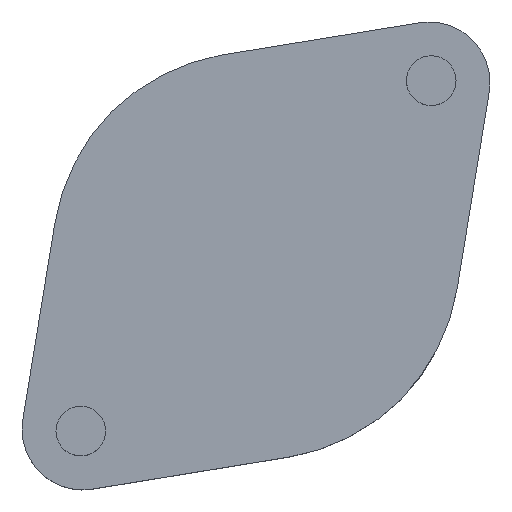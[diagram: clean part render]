
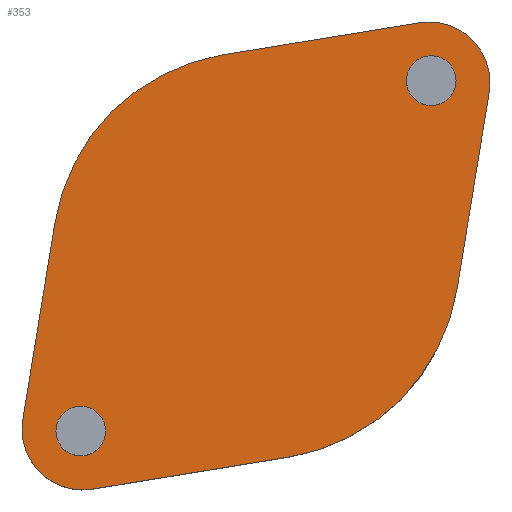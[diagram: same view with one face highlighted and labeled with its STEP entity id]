
A CAD part, top view. The second image highlights one B-rep face of the part: STEP entity #353.
In plain terms, the highlighted planar face has unit normal (0, 0, 1).
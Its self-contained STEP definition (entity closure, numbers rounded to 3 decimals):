
#14=FACE_BOUND('',#75,.T.);
#15=FACE_BOUND('',#76,.T.);
#30=PLANE('',#415);
#52=FACE_OUTER_BOUND('',#74,.T.);
#74=EDGE_LOOP('',(#278,#279,#280,#281,#282,#283,#284,#285));
#75=EDGE_LOOP('',(#286));
#76=EDGE_LOOP('',(#287));
#90=LINE('',#575,#112);
#94=LINE('',#587,#116);
#98=LINE('',#599,#120);
#102=LINE('',#611,#124);
#112=VECTOR('',#477,10.);
#116=VECTOR('',#489,10.);
#120=VECTOR('',#501,10.);
#124=VECTOR('',#513,10.);
#127=CIRCLE('',#377,1.95);
#129=CIRCLE('',#381,1.95);
#139=CIRCLE('',#402,16.);
#141=CIRCLE('',#406,4.75);
#143=CIRCLE('',#410,16.);
#145=CIRCLE('',#414,4.75);
#147=VERTEX_POINT('',#529);
#149=VERTEX_POINT('',#536);
#160=VERTEX_POINT('',#572);
#161=VERTEX_POINT('',#574);
#163=VERTEX_POINT('',#580);
#165=VERTEX_POINT('',#586);
#167=VERTEX_POINT('',#592);
#169=VERTEX_POINT('',#598);
#171=VERTEX_POINT('',#604);
#173=VERTEX_POINT('',#610);
#176=EDGE_CURVE('',#147,#147,#127,.T.);
#179=EDGE_CURVE('',#149,#149,#129,.T.);
#194=EDGE_CURVE('',#161,#160,#90,.T.);
#197=EDGE_CURVE('',#163,#161,#139,.T.);
#200=EDGE_CURVE('',#165,#163,#94,.T.);
#203=EDGE_CURVE('',#167,#165,#141,.T.);
#206=EDGE_CURVE('',#169,#167,#98,.T.);
#209=EDGE_CURVE('',#171,#169,#143,.T.);
#212=EDGE_CURVE('',#173,#171,#102,.T.);
#215=EDGE_CURVE('',#160,#173,#145,.T.);
#278=ORIENTED_EDGE('',*,*,#215,.T.);
#279=ORIENTED_EDGE('',*,*,#212,.T.);
#280=ORIENTED_EDGE('',*,*,#209,.T.);
#281=ORIENTED_EDGE('',*,*,#206,.T.);
#282=ORIENTED_EDGE('',*,*,#203,.T.);
#283=ORIENTED_EDGE('',*,*,#200,.T.);
#284=ORIENTED_EDGE('',*,*,#197,.T.);
#285=ORIENTED_EDGE('',*,*,#194,.T.);
#286=ORIENTED_EDGE('',*,*,#176,.T.);
#287=ORIENTED_EDGE('',*,*,#179,.T.);
#353=ADVANCED_FACE('',(#52,#14,#15),#30,.T.);
#377=AXIS2_PLACEMENT_3D('',#531,#424,#425);
#381=AXIS2_PLACEMENT_3D('',#538,#433,#434);
#402=AXIS2_PLACEMENT_3D('',#581,#483,#484);
#406=AXIS2_PLACEMENT_3D('',#593,#495,#496);
#410=AXIS2_PLACEMENT_3D('',#605,#507,#508);
#414=AXIS2_PLACEMENT_3D('',#615,#519,#520);
#415=AXIS2_PLACEMENT_3D('',#616,#521,#522);
#424=DIRECTION('center_axis',(0.,0.,-1.));
#425=DIRECTION('ref_axis',(-1.,0.,0.));
#433=DIRECTION('center_axis',(0.,0.,-1.));
#434=DIRECTION('ref_axis',(-1.,0.,0.));
#477=DIRECTION('',(0.161,0.987,0.));
#483=DIRECTION('center_axis',(0.,0.,1.));
#484=DIRECTION('ref_axis',(0.161,-0.987,0.));
#489=DIRECTION('',(0.987,0.161,0.));
#495=DIRECTION('center_axis',(0.,0.,1.));
#496=DIRECTION('ref_axis',(-0.987,0.161,0.));
#501=DIRECTION('',(-0.161,-0.987,0.));
#507=DIRECTION('center_axis',(0.,0.,1.));
#508=DIRECTION('ref_axis',(-0.161,0.987,0.));
#513=DIRECTION('',(-0.987,-0.161,0.));
#519=DIRECTION('center_axis',(0.,0.,1.));
#520=DIRECTION('ref_axis',(0.987,-0.161,0.));
#521=DIRECTION('center_axis',(0.,0.,1.));
#522=DIRECTION('ref_axis',(1.,0.,0.));
#529=CARTESIAN_POINT('',(-26.107,-29.479,6.03));
#531=CARTESIAN_POINT('Origin',(-28.057,-29.479,6.03));
#536=CARTESIAN_POINT('',(1.4,-1.973,6.03));
#538=CARTESIAN_POINT('Origin',(-0.55,-1.973,6.03));
#572=CARTESIAN_POINT('',(3.997,-2.877,6.03));
#574=CARTESIAN_POINT('',(1.489,-18.295,6.03));
#575=CARTESIAN_POINT('',(1.489,-18.295,6.03));
#580=CARTESIAN_POINT('',(-11.735,-31.519,6.03));
#581=CARTESIAN_POINT('Origin',(-14.303,-15.726,6.03));
#586=CARTESIAN_POINT('',(-27.153,-34.026,6.03));
#587=CARTESIAN_POINT('',(-27.153,-34.026,6.03));
#592=CARTESIAN_POINT('',(-32.604,-28.575,6.03));
#593=CARTESIAN_POINT('Origin',(-27.915,-29.338,6.03));
#598=CARTESIAN_POINT('',(-30.096,-13.158,6.03));
#599=CARTESIAN_POINT('',(-30.096,-13.158,6.03));
#604=CARTESIAN_POINT('',(-16.872,0.066,6.03));
#605=CARTESIAN_POINT('Origin',(-14.303,-15.726,6.03));
#610=CARTESIAN_POINT('',(-1.454,2.574,6.03));
#611=CARTESIAN_POINT('',(-1.454,2.574,6.03));
#615=CARTESIAN_POINT('Origin',(-0.692,-2.114,6.03));
#616=CARTESIAN_POINT('Origin',(-14.303,-15.726,6.03));
